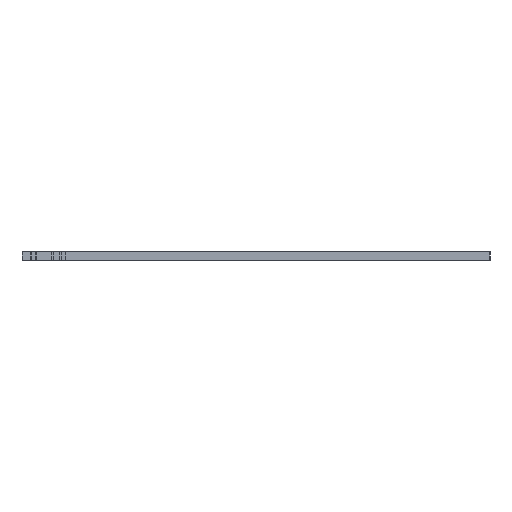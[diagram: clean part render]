
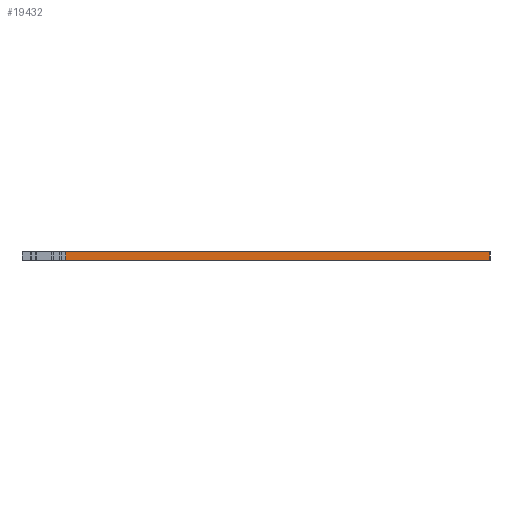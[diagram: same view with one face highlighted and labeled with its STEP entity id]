
A CAD part, left-side view. The second image highlights one B-rep face of the part: STEP entity #19432.
In plain terms, the highlighted planar face has unit normal (-1, 0, 0).
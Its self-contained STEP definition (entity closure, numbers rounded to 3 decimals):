
#83 = PLANE('',#84);
#84 = AXIS2_PLACEMENT_3D('',#85,#86,#87);
#85 = CARTESIAN_POINT('',(85.725,-27.21,1.6));
#86 = DIRECTION('',(-0.,-0.,-1.));
#87 = DIRECTION('',(-1.,0.,0.));
#111 = PLANE('',#112);
#112 = AXIS2_PLACEMENT_3D('',#113,#114,#115);
#113 = CARTESIAN_POINT('',(180.97,-66.65,0.));
#114 = DIRECTION('',(0.,-1.,0.));
#115 = DIRECTION('',(-1.,0.,0.));
#137 = PLANE('',#138);
#138 = AXIS2_PLACEMENT_3D('',#139,#140,#141);
#139 = CARTESIAN_POINT('',(85.725,-27.21,0.));
#140 = DIRECTION('',(-0.,-0.,-1.));
#141 = DIRECTION('',(-1.,0.,0.));
#230 = VERTEX_POINT('',#231);
#231 = CARTESIAN_POINT('',(-9.52,-66.65,1.6));
#252 = EDGE_CURVE('',#253,#230,#255,.T.);
#253 = VERTEX_POINT('',#254);
#254 = CARTESIAN_POINT('',(-9.52,-66.65,0.));
#255 = SURFACE_CURVE('',#256,(#260,#267),.PCURVE_S1.);
#256 = LINE('',#257,#258);
#257 = CARTESIAN_POINT('',(-9.52,-66.65,0.));
#258 = VECTOR('',#259,1.);
#259 = DIRECTION('',(0.,0.,1.));
#260 = PCURVE('',#111,#261);
#261 = DEFINITIONAL_REPRESENTATION('',(#262),#266);
#262 = LINE('',#263,#264);
#263 = CARTESIAN_POINT('',(190.49,0.));
#264 = VECTOR('',#265,1.);
#265 = DIRECTION('',(0.,-1.));
#266 = ( GEOMETRIC_REPRESENTATION_CONTEXT(2) 
PARAMETRIC_REPRESENTATION_CONTEXT() REPRESENTATION_CONTEXT('2D SPACE',''
  ) );
#267 = PCURVE('',#268,#273);
#268 = PLANE('',#269);
#269 = AXIS2_PLACEMENT_3D('',#270,#271,#272);
#270 = CARTESIAN_POINT('',(-9.52,-66.65,0.));
#271 = DIRECTION('',(-1.,0.,0.));
#272 = DIRECTION('',(0.,1.,0.));
#273 = DEFINITIONAL_REPRESENTATION('',(#274),#278);
#274 = LINE('',#275,#276);
#275 = CARTESIAN_POINT('',(0.,0.));
#276 = VECTOR('',#277,1.);
#277 = DIRECTION('',(0.,-1.));
#278 = ( GEOMETRIC_REPRESENTATION_CONTEXT(2) 
PARAMETRIC_REPRESENTATION_CONTEXT() REPRESENTATION_CONTEXT('2D SPACE',''
  ) );
#306 = EDGE_CURVE('',#253,#307,#309,.T.);
#307 = VERTEX_POINT('',#308);
#308 = CARTESIAN_POINT('',(-9.52,9.54,0.));
#309 = SURFACE_CURVE('',#310,(#314,#321),.PCURVE_S1.);
#310 = LINE('',#311,#312);
#311 = CARTESIAN_POINT('',(-9.52,-66.65,0.));
#312 = VECTOR('',#313,1.);
#313 = DIRECTION('',(0.,1.,0.));
#314 = PCURVE('',#137,#315);
#315 = DEFINITIONAL_REPRESENTATION('',(#316),#320);
#316 = LINE('',#317,#318);
#317 = CARTESIAN_POINT('',(95.245,-39.44));
#318 = VECTOR('',#319,1.);
#319 = DIRECTION('',(0.,1.));
#320 = ( GEOMETRIC_REPRESENTATION_CONTEXT(2) 
PARAMETRIC_REPRESENTATION_CONTEXT() REPRESENTATION_CONTEXT('2D SPACE',''
  ) );
#321 = PCURVE('',#268,#322);
#322 = DEFINITIONAL_REPRESENTATION('',(#323),#327);
#323 = LINE('',#324,#325);
#324 = CARTESIAN_POINT('',(0.,0.));
#325 = VECTOR('',#326,1.);
#326 = DIRECTION('',(1.,0.));
#327 = ( GEOMETRIC_REPRESENTATION_CONTEXT(2) 
PARAMETRIC_REPRESENTATION_CONTEXT() REPRESENTATION_CONTEXT('2D SPACE',''
  ) );
#345 = PLANE('',#346);
#346 = AXIS2_PLACEMENT_3D('',#347,#348,#349);
#347 = CARTESIAN_POINT('',(-9.52,9.54,0.));
#348 = DIRECTION('',(0.,1.,0.));
#349 = DIRECTION('',(1.,0.,0.));
#10596 = EDGE_CURVE('',#230,#10597,#10599,.T.);
#10597 = VERTEX_POINT('',#10598);
#10598 = CARTESIAN_POINT('',(-9.52,9.54,1.6));
#10599 = SURFACE_CURVE('',#10600,(#10604,#10611),.PCURVE_S1.);
#10600 = LINE('',#10601,#10602);
#10601 = CARTESIAN_POINT('',(-9.52,-66.65,1.6));
#10602 = VECTOR('',#10603,1.);
#10603 = DIRECTION('',(0.,1.,0.));
#10604 = PCURVE('',#83,#10605);
#10605 = DEFINITIONAL_REPRESENTATION('',(#10606),#10610);
#10606 = LINE('',#10607,#10608);
#10607 = CARTESIAN_POINT('',(95.245,-39.44));
#10608 = VECTOR('',#10609,1.);
#10609 = DIRECTION('',(0.,1.));
#10610 = ( GEOMETRIC_REPRESENTATION_CONTEXT(2) 
PARAMETRIC_REPRESENTATION_CONTEXT() REPRESENTATION_CONTEXT('2D SPACE',''
  ) );
#10611 = PCURVE('',#268,#10612);
#10612 = DEFINITIONAL_REPRESENTATION('',(#10613),#10617);
#10613 = LINE('',#10614,#10615);
#10614 = CARTESIAN_POINT('',(0.,-1.6));
#10615 = VECTOR('',#10616,1.);
#10616 = DIRECTION('',(1.,0.));
#10617 = ( GEOMETRIC_REPRESENTATION_CONTEXT(2) 
PARAMETRIC_REPRESENTATION_CONTEXT() REPRESENTATION_CONTEXT('2D SPACE',''
  ) );
#19432 = ADVANCED_FACE('',(#19433),#268,.T.);
#19433 = FACE_BOUND('',#19434,.T.);
#19434 = EDGE_LOOP('',(#19435,#19436,#19437,#19458));
#19435 = ORIENTED_EDGE('',*,*,#252,.T.);
#19436 = ORIENTED_EDGE('',*,*,#10596,.T.);
#19437 = ORIENTED_EDGE('',*,*,#19438,.F.);
#19438 = EDGE_CURVE('',#307,#10597,#19439,.T.);
#19439 = SURFACE_CURVE('',#19440,(#19444,#19451),.PCURVE_S1.);
#19440 = LINE('',#19441,#19442);
#19441 = CARTESIAN_POINT('',(-9.52,9.54,0.));
#19442 = VECTOR('',#19443,1.);
#19443 = DIRECTION('',(0.,0.,1.));
#19444 = PCURVE('',#268,#19445);
#19445 = DEFINITIONAL_REPRESENTATION('',(#19446),#19450);
#19446 = LINE('',#19447,#19448);
#19447 = CARTESIAN_POINT('',(76.19,0.));
#19448 = VECTOR('',#19449,1.);
#19449 = DIRECTION('',(0.,-1.));
#19450 = ( GEOMETRIC_REPRESENTATION_CONTEXT(2) 
PARAMETRIC_REPRESENTATION_CONTEXT() REPRESENTATION_CONTEXT('2D SPACE',''
  ) );
#19451 = PCURVE('',#345,#19452);
#19452 = DEFINITIONAL_REPRESENTATION('',(#19453),#19457);
#19453 = LINE('',#19454,#19455);
#19454 = CARTESIAN_POINT('',(0.,0.));
#19455 = VECTOR('',#19456,1.);
#19456 = DIRECTION('',(0.,-1.));
#19457 = ( GEOMETRIC_REPRESENTATION_CONTEXT(2) 
PARAMETRIC_REPRESENTATION_CONTEXT() REPRESENTATION_CONTEXT('2D SPACE',''
  ) );
#19458 = ORIENTED_EDGE('',*,*,#306,.F.);
